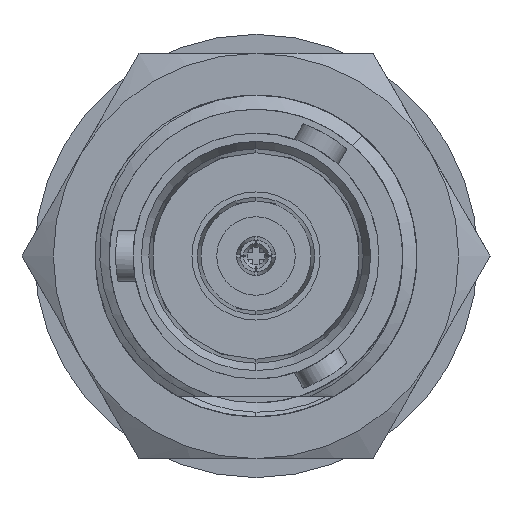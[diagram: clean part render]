
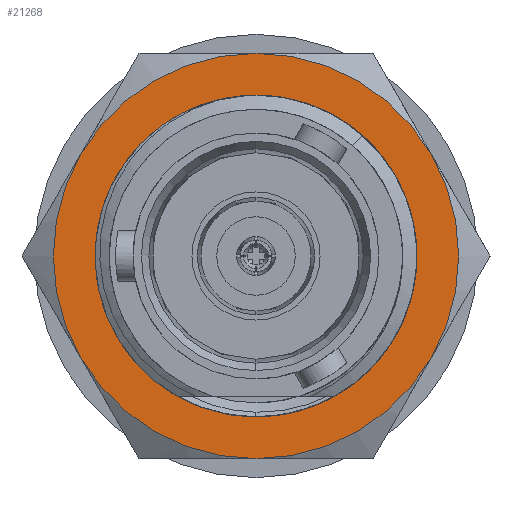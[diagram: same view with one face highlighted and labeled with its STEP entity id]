
A CAD part, left-side view. The second image highlights one B-rep face of the part: STEP entity #21268.
In plain terms, the highlighted face is planar.
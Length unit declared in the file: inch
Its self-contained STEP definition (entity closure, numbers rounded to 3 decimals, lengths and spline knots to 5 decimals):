
#576 = CARTESIAN_POINT ( 'NONE',  ( 0.04921, 0., 0. ) ) ;
#749 = DIRECTION ( 'NONE',  ( -1., 0., 0. ) ) ;
#1230 = CARTESIAN_POINT ( 'NONE',  ( 0.04921, 0., 0. ) ) ;
#1759 = VERTEX_POINT ( 'NONE', #5107 ) ;
#1762 = DIRECTION ( 'NONE',  ( 0., 0., -1. ) ) ;
#1774 = EDGE_LOOP ( 'NONE', ( #10210, #4930, #10505, #9079 ) ) ;
#2247 = CARTESIAN_POINT ( 'NONE',  ( 0.04921, -0.21425, -0.13023 ) ) ;
#2718 = EDGE_LOOP ( 'NONE', ( #8994, #20898, #19577, #30179, #4903, #10672 ) ) ;
#2939 = CARTESIAN_POINT ( 'NONE',  ( 0.04921, -0.27276, -0.15748 ) ) ;
#3828 = CIRCLE ( 'NONE', #32656, 0.25 ) ;
#4263 = CIRCLE ( 'NONE', #33098, 0.25 ) ;
#4313 = CARTESIAN_POINT ( 'NONE',  ( 0.04921, 0., 0. ) ) ;
#4461 = CARTESIAN_POINT ( 'NONE',  ( 0.04921, -0.23757, -0.07843 ) ) ;
#4728 = CIRCLE ( 'NONE', #32997, 0.25 ) ;
#4903 = ORIENTED_EDGE ( 'NONE', *, *, #15117, .F. ) ;
#4930 = ORIENTED_EDGE ( 'NONE', *, *, #31766, .T. ) ;
#4968 = CARTESIAN_POINT ( 'NONE',  ( 0.04921, -0.19204, -0.16119 ) ) ;
#5107 = CARTESIAN_POINT ( 'NONE',  ( 0.04921, -0.27276, 0.15748 ) ) ;
#5235 = EDGE_CURVE ( 'NONE', #6874, #7029, #3828, .T. ) ;
#5628 = DIRECTION ( 'NONE',  ( 0., 0., 1. ) ) ;
#6137 = EDGE_CURVE ( 'NONE', #16671, #19571, #17446, .T. ) ;
#6801 = CARTESIAN_POINT ( 'NONE',  ( 0.04921, -0.16474, -0.18805 ) ) ;
#6874 = VERTEX_POINT ( 'NONE', #9685 ) ;
#7029 = VERTEX_POINT ( 'NONE', #6801 ) ;
#7882 = CARTESIAN_POINT ( 'NONE',  ( 0.04921, 0.27276, 0.15748 ) ) ;
#8023 = DIRECTION ( 'NONE',  ( -1., 0., 0. ) ) ;
#8099 = DIRECTION ( 'NONE',  ( -1., 0., 0. ) ) ;
#8503 = DIRECTION ( 'NONE',  ( 0., 0., 1. ) ) ;
#8912 = CIRCLE ( 'NONE', #32316, 0.31496 ) ;
#8994 = ORIENTED_EDGE ( 'NONE', *, *, #6137, .F. ) ;
#9079 = ORIENTED_EDGE ( 'NONE', *, *, #5235, .T. ) ;
#9422 = VERTEX_POINT ( 'NONE', #33584 ) ;
#9511 = DIRECTION ( 'NONE',  ( 0., 0., 1. ) ) ;
#9685 = CARTESIAN_POINT ( 'NONE',  ( 0.04921, 0., -0.25 ) ) ;
#10210 = ORIENTED_EDGE ( 'NONE', *, *, #14427, .T. ) ;
#10291 = CARTESIAN_POINT ( 'NONE',  ( 0.04921, -0.24954, 0.01508 ) ) ;
#10505 = ORIENTED_EDGE ( 'NONE', *, *, #21607, .T. ) ;
#10672 = ORIENTED_EDGE ( 'NONE', *, *, #20356, .F. ) ;
#11054 = DIRECTION ( 'NONE',  ( -1., 0., 0. ) ) ;
#11384 = EDGE_CURVE ( 'NONE', #9422, #21277, #15355, .T. ) ;
#11450 = DIRECTION ( 'NONE',  ( -1., 0., 0. ) ) ;
#11613 = DIRECTION ( 'NONE',  ( -1., 0., 0. ) ) ;
#12255 = CARTESIAN_POINT ( 'NONE',  ( 0.04921, 0., 0.25 ) ) ;
#12291 = CARTESIAN_POINT ( 'NONE',  ( 0.04921, -0.2507, -0.00401 ) ) ;
#12425 = AXIS2_PLACEMENT_3D ( 'NONE', #4313, #25101, #1762 ) ;
#12629 = CARTESIAN_POINT ( 'NONE',  ( 0.04921, -0.24284, -0.06017 ) ) ;
#14427 = EDGE_CURVE ( 'NONE', #7029, #18012, #31981, .T. ) ;
#14737 = CARTESIAN_POINT ( 'NONE',  ( 0.04921, 0.27276, -0.15748 ) ) ;
#14962 = AXIS2_PLACEMENT_3D ( 'NONE', #30642, #20084, #9511 ) ;
#15117 = EDGE_CURVE ( 'NONE', #1759, #9422, #8912, .T. ) ;
#15349 = CARTESIAN_POINT ( 'NONE',  ( 0.04921, -0.23438, -0.08749 ) ) ;
#15355 = CIRCLE ( 'NONE', #21344, 0.31496 ) ;
#15723 = CARTESIAN_POINT ( 'NONE',  ( 0.04921, 0., 0. ) ) ;
#15757 = CARTESIAN_POINT ( 'NONE',  ( 0.04921, 0., 0. ) ) ;
#16278 = CIRCLE ( 'NONE', #31517, 0.31496 ) ;
#16671 = VERTEX_POINT ( 'NONE', #16909 ) ;
#16760 = AXIS2_PLACEMENT_3D ( 'NONE', #31360, #8023, #5628 ) ;
#16909 = CARTESIAN_POINT ( 'NONE',  ( 0.04921, 0., -0.31496 ) ) ;
#17268 = FACE_OUTER_BOUND ( 'NONE', #2718, .T. ) ;
#17416 = CARTESIAN_POINT ( 'NONE',  ( 0.04921, -0.16474, -0.18805 ) ) ;
#17432 = PLANE ( 'NONE',  #12425 ) ;
#17446 = CIRCLE ( 'NONE', #26152, 0.31496 ) ;
#17949 = VERTEX_POINT ( 'NONE', #14737 ) ;
#18012 = VERTEX_POINT ( 'NONE', #10291 ) ;
#18949 = EDGE_CURVE ( 'NONE', #17949, #16671, #16278, .T. ) ;
#19571 = VERTEX_POINT ( 'NONE', #2939 ) ;
#19577 = ORIENTED_EDGE ( 'NONE', *, *, #28776, .F. ) ;
#20084 = DIRECTION ( 'NONE',  ( -1., 0., 0. ) ) ;
#20356 = EDGE_CURVE ( 'NONE', #19571, #1759, #29261, .T. ) ;
#20640 = CARTESIAN_POINT ( 'NONE',  ( 0.04921, -0.24965, -0.02306 ) ) ;
#20869 = DIRECTION ( 'NONE',  ( 0., 0., 1. ) ) ;
#20898 = ORIENTED_EDGE ( 'NONE', *, *, #18949, .F. ) ;
#21208 = DIRECTION ( 'NONE',  ( 0., 0., 1. ) ) ;
#21268 = ADVANCED_FACE ( 'NONE', ( #27829, #17268 ), #17432, .T. ) ;
#21277 = VERTEX_POINT ( 'NONE', #7882 ) ;
#21344 = AXIS2_PLACEMENT_3D ( 'NONE', #15757, #8099, #21208 ) ;
#21607 = EDGE_CURVE ( 'NONE', #28448, #6874, #4263, .T. ) ;
#21682 = DIRECTION ( 'NONE',  ( 0., 0., 1. ) ) ;
#22875 = CARTESIAN_POINT ( 'NONE',  ( 0.04921, -0.24954, 0.01508 ) ) ;
#23040 = CARTESIAN_POINT ( 'NONE',  ( 0.04921, -0.17913, -0.17544 ) ) ;
#23439 = CARTESIAN_POINT ( 'NONE',  ( 0.04921, 0., 0. ) ) ;
#24027 = CARTESIAN_POINT ( 'NONE',  ( 0.04921, 0., 0. ) ) ;
#24259 = CARTESIAN_POINT ( 'NONE',  ( 0.04921, 0., 0. ) ) ;
#24377 = DIRECTION ( 'NONE',  ( 0., 0., 1. ) ) ;
#24775 = CIRCLE ( 'NONE', #14962, 0.31496 ) ;
#25101 = DIRECTION ( 'NONE',  ( 1., 0., 0. ) ) ;
#26152 = AXIS2_PLACEMENT_3D ( 'NONE', #1230, #11613, #30522 ) ;
#26466 = DIRECTION ( 'NONE',  ( 0., 0., 1. ) ) ;
#27829 = FACE_BOUND ( 'NONE', #1774, .T. ) ;
#28448 = VERTEX_POINT ( 'NONE', #12255 ) ;
#28776 = EDGE_CURVE ( 'NONE', #21277, #17949, #24775, .T. ) ;
#28857 = DIRECTION ( 'NONE',  ( -1., 0., 0. ) ) ;
#28881 = DIRECTION ( 'NONE',  ( -1., 0., 0. ) ) ;
#29261 = CIRCLE ( 'NONE', #16760, 0.31496 ) ;
#30179 = ORIENTED_EDGE ( 'NONE', *, *, #11384, .F. ) ;
#30522 = DIRECTION ( 'NONE',  ( 0., 0., 1. ) ) ;
#30642 = CARTESIAN_POINT ( 'NONE',  ( 0.04921, 0., 0. ) ) ;
#31360 = CARTESIAN_POINT ( 'NONE',  ( 0.04921, 0., 0. ) ) ;
#31517 = AXIS2_PLACEMENT_3D ( 'NONE', #24027, #11054, #8503 ) ;
#31766 = EDGE_CURVE ( 'NONE', #18012, #28448, #4728, .T. ) ;
#31981 = B_SPLINE_CURVE_WITH_KNOTS ( 'NONE', 3,
 ( #17416, #23040, #4968, #2247, #33404, #15349, #4461, #12629, #32909, #20640, #12291, #22875 ),
 .UNSPECIFIED., .F., .F.,
 ( 4, 2, 2, 2, 2, 4 ),
 ( 0., 0.00146, 0.00291, 0.00364, 0.00437, 0.00583 ),
 .UNSPECIFIED. ) ;
#32316 = AXIS2_PLACEMENT_3D ( 'NONE', #576, #11450, #26466 ) ;
#32656 = AXIS2_PLACEMENT_3D ( 'NONE', #15723, #28857, #24377 ) ;
#32909 = CARTESIAN_POINT ( 'NONE',  ( 0.04921, -0.24493, -0.05095 ) ) ;
#32997 = AXIS2_PLACEMENT_3D ( 'NONE', #24259, #749, #21682 ) ;
#33098 = AXIS2_PLACEMENT_3D ( 'NONE', #23439, #28881, #20869 ) ;
#33404 = CARTESIAN_POINT ( 'NONE',  ( 0.04921, -0.22343, -0.11374 ) ) ;
#33584 = CARTESIAN_POINT ( 'NONE',  ( 0.04921, 0., 0.31496 ) ) ;
